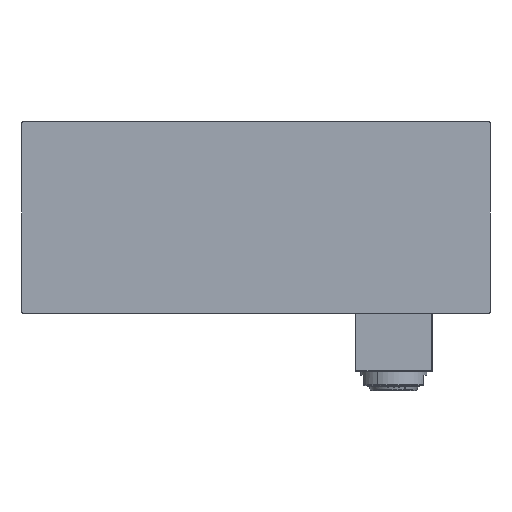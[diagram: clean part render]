
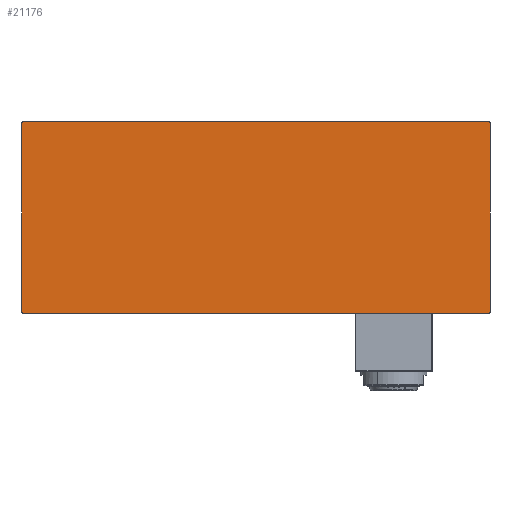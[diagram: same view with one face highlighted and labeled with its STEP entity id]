
A CAD part, left-side view. The second image highlights one B-rep face of the part: STEP entity #21176.
In plain terms, the highlighted face is planar.
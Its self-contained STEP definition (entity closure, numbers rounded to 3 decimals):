
#19456=CARTESIAN_POINT(' ',(35.,-134.5,0.));
#19457=VERTEX_POINT(' ',#19456);
#19471=CARTESIAN_POINT(' ',(35.,34.5,0.));
#19476=DIRECTION(' ',(0.,-1.,0.));
#19481=VECTOR(' ',#19476,1.);
#19486=LINE('',#19471,#19481);
#19491=CARTESIAN_POINT(' ',(35.,34.5,0.));
#19492=VERTEX_POINT(' ',#19491);
#19496=EDGE_CURVE(' ',#19492,#19457,#19486,.T.);
#19796=CARTESIAN_POINT(' ',(34.5,35.,0.));
#19797=VERTEX_POINT(' ',#19796);
#19811=CARTESIAN_POINT(' ',(-34.5,35.,0.));
#19816=DIRECTION(' ',(1.,0.,0.));
#19821=VECTOR(' ',#19816,1.);
#19826=LINE('',#19811,#19821);
#19831=CARTESIAN_POINT(' ',(-34.5,35.,0.));
#19832=VERTEX_POINT(' ',#19831);
#19836=EDGE_CURVE(' ',#19832,#19797,#19826,.T.);
#20131=CARTESIAN_POINT(' ',(-35.,34.5,0.));
#20132=VERTEX_POINT(' ',#20131);
#20146=CARTESIAN_POINT(' ',(-35.,-134.5,0.));
#20151=DIRECTION(' ',(0.,1.,0.));
#20156=VECTOR(' ',#20151,1.);
#20161=LINE('',#20146,#20156);
#20166=CARTESIAN_POINT(' ',(-35.,-134.5,0.));
#20167=VERTEX_POINT(' ',#20166);
#20171=EDGE_CURVE(' ',#20167,#20132,#20161,.T.);
#20466=CARTESIAN_POINT(' ',(-34.5,-135.,0.));
#20467=VERTEX_POINT(' ',#20466);
#20481=CARTESIAN_POINT(' ',(34.5,-135.,0.));
#20486=DIRECTION(' ',(-1.,0.,0.));
#20491=VECTOR(' ',#20486,1.);
#20496=LINE('',#20481,#20491);
#20501=CARTESIAN_POINT(' ',(34.5,-135.,0.));
#20502=VERTEX_POINT(' ',#20501);
#20506=EDGE_CURVE(' ',#20502,#20467,#20496,.T.);
#20951=CARTESIAN_POINT(' ',(34.5,-134.5,0.));
#20956=DIRECTION(' ',(0.,0.,1.));
#20961=DIRECTION(' ',(0.,-1.,0.));
#20966=AXIS2_PLACEMENT_3D(' ',#20951,#20956,#20961);
#20971=CIRCLE('',#20966,0.5);
#20976=EDGE_CURVE(' ',#20502,#19457,#20971,.T.);
#21011=DIRECTION(' ',(-0.,-0.,-1.));
#21016=CARTESIAN_POINT(' ',(-35.,-135.,0.));
#21021=DIRECTION(' ',(0.,1.,0.));
#21026=AXIS2_PLACEMENT_3D(' ',#21016,#21011,#21021);
#21031=PLANE('',#21026);
#21036=CARTESIAN_POINT(' ',(-34.5,-134.5,0.));
#21041=DIRECTION(' ',(0.,0.,1.));
#21046=DIRECTION(' ',(-1.,0.,0.));
#21051=AXIS2_PLACEMENT_3D(' ',#21036,#21041,#21046);
#21056=CIRCLE('',#21051,0.5);
#21061=EDGE_CURVE(' ',#20167,#20467,#21056,.T.);
#21066=ORIENTED_EDGE(' ',*,*,#21061,.F.);
#21071=ORIENTED_EDGE(' ',*,*,#20171,.T.);
#21076=CARTESIAN_POINT(' ',(-34.5,34.5,0.));
#21081=DIRECTION(' ',(0.,0.,1.));
#21086=DIRECTION(' ',(0.,1.,0.));
#21091=AXIS2_PLACEMENT_3D(' ',#21076,#21081,#21086);
#21096=CIRCLE('',#21091,0.5);
#21101=EDGE_CURVE(' ',#19832,#20132,#21096,.T.);
#21106=ORIENTED_EDGE(' ',*,*,#21101,.F.);
#21111=ORIENTED_EDGE(' ',*,*,#19836,.T.);
#21116=CARTESIAN_POINT(' ',(34.5,34.5,0.));
#21121=DIRECTION(' ',(0.,0.,1.));
#21126=DIRECTION(' ',(1.,0.,0.));
#21131=AXIS2_PLACEMENT_3D(' ',#21116,#21121,#21126);
#21136=CIRCLE('',#21131,0.5);
#21141=EDGE_CURVE(' ',#19492,#19797,#21136,.T.);
#21146=ORIENTED_EDGE(' ',*,*,#21141,.F.);
#21151=ORIENTED_EDGE(' ',*,*,#19496,.T.);
#21156=ORIENTED_EDGE(' ',*,*,#20976,.F.);
#21161=ORIENTED_EDGE(' ',*,*,#20506,.T.);
#21166=EDGE_LOOP(' ',(#21066,#21071,#21106,#21111,#21146,#21151,#21156,#21161));
#21171=FACE_OUTER_BOUND(' ',#21166,.T.);
#21176=ADVANCED_FACE('',(#21171),#21031,.T.);
